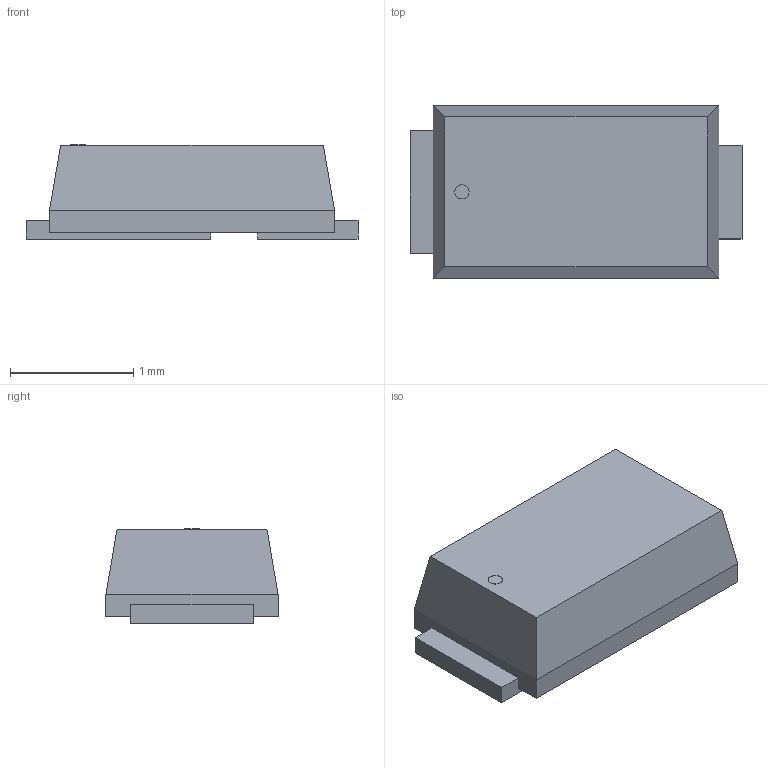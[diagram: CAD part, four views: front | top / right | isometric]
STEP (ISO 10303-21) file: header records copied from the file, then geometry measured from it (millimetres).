
FILE_DESCRIPTION(('STEP AP214'),'1');
FILE_NAME('SDO_CFP2-HP_SOD323HP_NEX','2023-04-05T00:04:58',(''),(''),'','','');
FILE_SCHEMA(('AUTOMOTIVE_DESIGN'));
Length unit declared in the file: millimetre
Products named in the file (1): product
Bounding box: 2.69 x 1.4 x 0.77 mm (x, y, z)
Volume: 2.3 mm3; surface area: 16 mm2
Topology: 4 solids, 4 shells, 29 faces, 59 edges, 38 vertices
Faces by surface type: plane 28, cylinder 1
Full cylindrical faces by diameter (mm): 0.116 x1
Entity records: 760 total; most frequent: DIRECTION 122, ORIENTED_EDGE 116, CARTESIAN_POINT 71, EDGE_CURVE 58, LINE 56, VECTOR 56, VERTEX_POINT 38, AXIS2_PLACEMENT_3D 33
